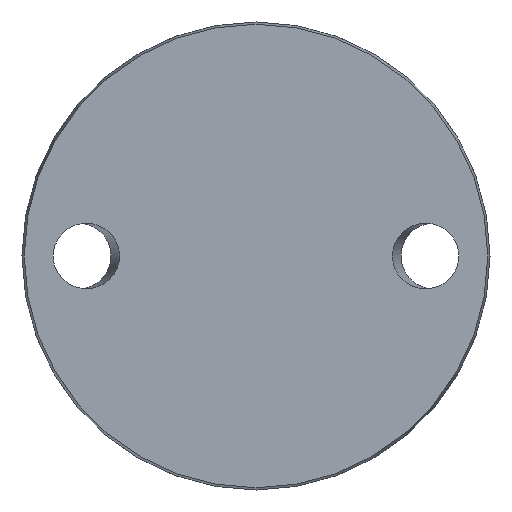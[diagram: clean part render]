
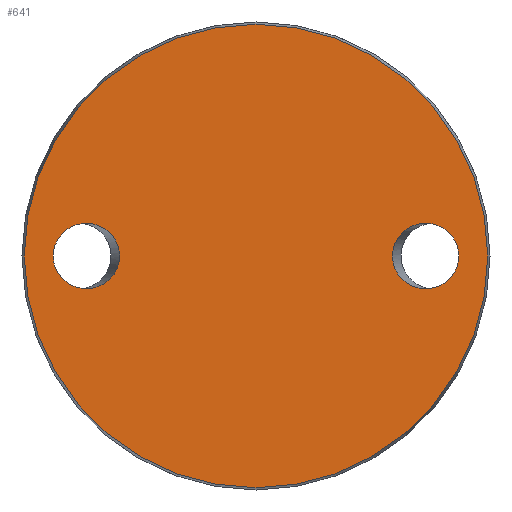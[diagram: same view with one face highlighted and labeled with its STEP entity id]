
A CAD part, front view. The second image highlights one B-rep face of the part: STEP entity #641.
In plain terms, the highlighted planar face has unit normal (0, -1, 0).
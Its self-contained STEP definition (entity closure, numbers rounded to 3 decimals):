
#20 = EDGE_LOOP ( 'NONE', ( #140 ) ) ;
#21 = DIRECTION ( 'NONE',  ( 0., 0., 1. ) ) ;
#44 = CARTESIAN_POINT ( 'NONE',  ( -34.385, 0., -16.5 ) ) ;
#85 =( BOUNDED_CURVE ( )  B_SPLINE_CURVE ( 3, ( #671, #419, #301, #732, #44, #735, #541 ),
 .UNSPECIFIED., .T., .F. ) 
 B_SPLINE_CURVE_WITH_KNOTS ( ( 4, 3, 4 ),
 ( 0., 3.142, 6.283 ),
 .UNSPECIFIED. ) 
 CURVE ( )  GEOMETRIC_REPRESENTATION_ITEM ( )  RATIONAL_B_SPLINE_CURVE ( ( 1., 0.333, 0.333, 1., 0.333, 0.333, 1. ) ) 
 REPRESENTATION_ITEM ( '' )  );
#86 = ORIENTED_EDGE ( 'NONE', *, *, #107, .T. ) ;
#107 = EDGE_CURVE ( 'NONE', #414, #414, #85, .T. ) ;
#120 = AXIS2_PLACEMENT_3D ( 'NONE', #546, #166, #549 ) ;
#140 = ORIENTED_EDGE ( 'NONE', *, *, #558, .T. ) ;
#151 = FACE_BOUND ( 'NONE', #455, .T. ) ;
#166 = DIRECTION ( 'NONE',  ( 0., -1., 0. ) ) ;
#213 = EDGE_LOOP ( 'NONE', ( #694 ) ) ;
#225 = EDGE_CURVE ( 'NONE', #663, #663, #716, .T. ) ;
#256 = DIRECTION ( 'NONE',  ( 0., 1., 0. ) ) ;
#287 = CARTESIAN_POINT ( 'NONE',  ( 51.115, 0., -16.5 ) ) ;
#293 = CARTESIAN_POINT ( 'NONE',  ( 51.115, 0., 0. ) ) ;
#301 = CARTESIAN_POINT ( 'NONE',  ( -34.385, 0., 16.5 ) ) ;
#326 = FACE_BOUND ( 'NONE', #20, .T. ) ;
#401 = CARTESIAN_POINT ( 'NONE',  ( 0., 0., -58.425 ) ) ;
#414 = VERTEX_POINT ( 'NONE', #471 ) ;
#419 = CARTESIAN_POINT ( 'NONE',  ( -51.115, 0., 16.5 ) ) ;
#455 = EDGE_LOOP ( 'NONE', ( #86 ) ) ;
#467 = VERTEX_POINT ( 'NONE', #717 ) ;
#471 = CARTESIAN_POINT ( 'NONE',  ( -51.115, 0., 0. ) ) ;
#480 = CARTESIAN_POINT ( 'NONE',  ( 51.115, 0., 16.5 ) ) ;
#492 = AXIS2_PLACEMENT_3D ( 'NONE', #586, #256, #21 ) ;
#534 = CARTESIAN_POINT ( 'NONE',  ( 34.385, 0., 0. ) ) ;
#537 = CARTESIAN_POINT ( 'NONE',  ( 34.385, 0., -16.5 ) ) ;
#541 = CARTESIAN_POINT ( 'NONE',  ( -51.115, 0., 0. ) ) ;
#546 = CARTESIAN_POINT ( 'NONE',  ( 0., 0., 0. ) ) ;
#549 = DIRECTION ( 'NONE',  ( 0., 0., -1. ) ) ;
#552 =( BOUNDED_CURVE ( )  B_SPLINE_CURVE ( 3, ( #293, #287, #537, #534, #792, #480, #779 ),
 .UNSPECIFIED., .T., .F. ) 
 B_SPLINE_CURVE_WITH_KNOTS ( ( 4, 3, 4 ),
 ( 0., 3.142, 6.283 ),
 .UNSPECIFIED. ) 
 CURVE ( )  GEOMETRIC_REPRESENTATION_ITEM ( )  RATIONAL_B_SPLINE_CURVE ( ( 1., 0.333, 0.333, 1., 0.333, 0.333, 1. ) ) 
 REPRESENTATION_ITEM ( '' )  );
#558 = EDGE_CURVE ( 'NONE', #467, #467, #552, .T. ) ;
#569 = PLANE ( 'NONE',  #492 ) ;
#586 = CARTESIAN_POINT ( 'NONE',  ( -58.425, 0., 0. ) ) ;
#637 = FACE_OUTER_BOUND ( 'NONE', #213, .T. ) ;
#641 = ADVANCED_FACE ( 'NONE', ( #151, #326, #637 ), #569, .F. ) ;
#663 = VERTEX_POINT ( 'NONE', #401 ) ;
#671 = CARTESIAN_POINT ( 'NONE',  ( -51.115, 0., 0. ) ) ;
#694 = ORIENTED_EDGE ( 'NONE', *, *, #225, .T. ) ;
#716 = CIRCLE ( 'NONE', #120, 58.425 ) ;
#717 = CARTESIAN_POINT ( 'NONE',  ( 51.115, 0., 0. ) ) ;
#732 = CARTESIAN_POINT ( 'NONE',  ( -34.385, 0., 0. ) ) ;
#735 = CARTESIAN_POINT ( 'NONE',  ( -51.115, 0., -16.5 ) ) ;
#779 = CARTESIAN_POINT ( 'NONE',  ( 51.115, 0., 0. ) ) ;
#792 = CARTESIAN_POINT ( 'NONE',  ( 34.385, 0., 16.5 ) ) ;
